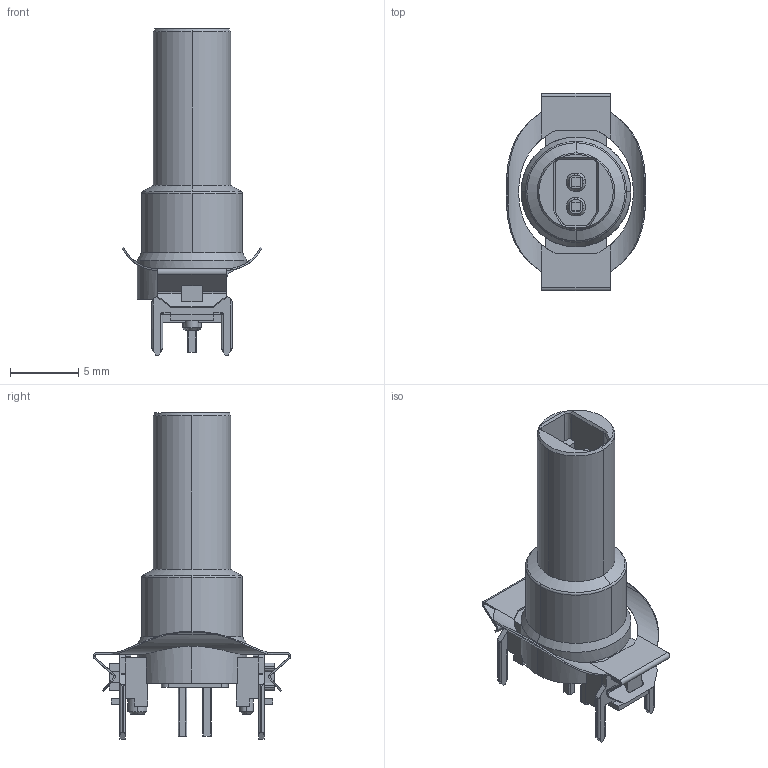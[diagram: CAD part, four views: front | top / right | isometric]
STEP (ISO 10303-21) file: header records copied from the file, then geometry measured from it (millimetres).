
FILE_DESCRIPTION(('CATIA V5 STEP Exchange','CAx-IF Rec.Pracs.--- Model Styling and Organization---1.4--- 2014-01-23'),'2;1');
FILE_NAME ('1228581-5_1', '2020-10-08T08:46:50+00:00', ('none'), ('Weidmueller'), 'CATIA Version 5-6 Release 2016 SP3 HF44', 'CATIA V5 STEP AP214', 'none');
FILE_SCHEMA(('AUTOMOTIVE_DESIGN { 1 0 10303 214 1 1 1 1 }'));
Length unit declared in the file: millimetre
Products named in the file (1): 2735920000
Bounding box: 10.26 x 14.48 x 23.91 mm (x, y, z)
Volume: 664.8 mm3; surface area: 982.6 mm2
Topology: 6 solids, 7 shells, 455 faces, 1258 edges, 816 vertices
Faces by surface type: plane 260, cylinder 112, bspline 34, cone 24, extrusion 23, torus 2
Entity records: 16728 total; most frequent: CARTESIAN_POINT 6068, ORIENTED_EDGE 2516, DIRECTION 1645, EDGE_CURVE 1258, VECTOR 870, LINE 847, VERTEX_POINT 816, AXIS2_PLACEMENT_3D 466
